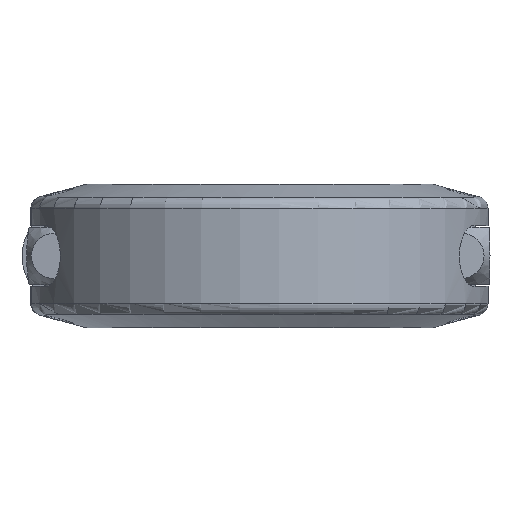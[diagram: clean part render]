
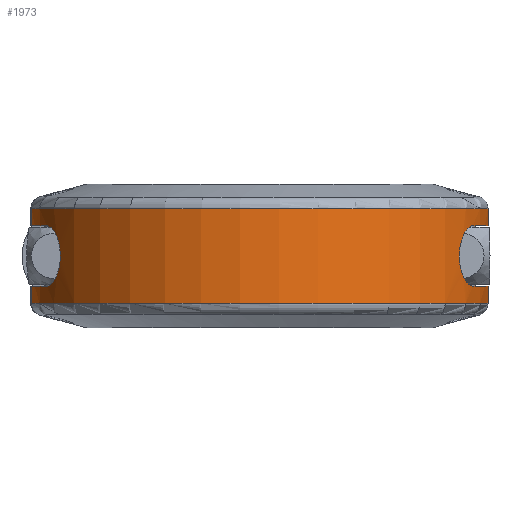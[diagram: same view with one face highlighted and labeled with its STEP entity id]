
A CAD part, front view. The second image highlights one B-rep face of the part: STEP entity #1973.
In plain terms, the highlighted cylindrical face has radius 25.4 mm (diameter 50.8 mm), a partial arc.
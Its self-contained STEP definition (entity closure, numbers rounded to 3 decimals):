
#150=CYLINDRICAL_SURFACE('',#2105,25.4);
#262=LINE('',#2890,#350);
#265=LINE('',#2900,#353);
#266=LINE('',#2925,#354);
#267=LINE('',#2929,#355);
#350=VECTOR('',#2334,1.891);
#353=VECTOR('',#2339,1.891);
#354=VECTOR('',#2344,1.891);
#355=VECTOR('',#2347,1.891);
#500=FACE_OUTER_BOUND('',#622,.T.);
#622=EDGE_LOOP('',(#1400,#1401,#1402,#1403,#1404,#1405,#1406,#1407,#1408,
#1409,#1410,#1411));
#786=CIRCLE('',#2102,25.4);
#788=CIRCLE('',#2106,25.4);
#789=CIRCLE('',#2107,25.4);
#790=CIRCLE('',#2108,25.4);
#791=CIRCLE('',#2109,25.4);
#792=CIRCLE('',#2110,25.4);
#876=B_SPLINE_CURVE_WITH_KNOTS('',3,(#2904,#2905,#2906,#2907,#2908,#2909,
#2910,#2911,#2912,#2913,#2914,#2915,#2916,#2917,#2918,#2919,#2920,#2921),
 .UNSPECIFIED.,.F.,.F.,(4,2,2,2,2,2,2,2,4),(0.,0.153,0.289,
0.415,0.542,0.673,0.803,
0.931,1.066),.UNSPECIFIED.);
#877=B_SPLINE_CURVE_WITH_KNOTS('',3,(#2933,#2934,#2935,#2936,#2937,#2938,
#2939,#2940,#2941,#2942,#2943,#2944,#2945,#2946,#2947,#2948,#2949,#2950),
 .UNSPECIFIED.,.F.,.F.,(4,2,2,2,2,2,2,2,4),(0.,0.153,0.289,
0.415,0.542,0.673,0.803,
0.931,1.066),.UNSPECIFIED.);
#902=VERTEX_POINT('',#2863);
#903=VERTEX_POINT('',#2874);
#905=VERTEX_POINT('',#2889);
#908=VERTEX_POINT('',#2899);
#909=VERTEX_POINT('',#2901);
#910=VERTEX_POINT('',#2903);
#911=VERTEX_POINT('',#2922);
#912=VERTEX_POINT('',#2924);
#913=VERTEX_POINT('',#2926);
#914=VERTEX_POINT('',#2928);
#915=VERTEX_POINT('',#2930);
#916=VERTEX_POINT('',#2932);
#1104=EDGE_CURVE('',#902,#903,#786,.T.);
#1107=EDGE_CURVE('',#903,#905,#262,.T.);
#1111=EDGE_CURVE('',#908,#902,#265,.T.);
#1112=EDGE_CURVE('',#908,#909,#788,.T.);
#1113=EDGE_CURVE('',#909,#910,#876,.T.);
#1114=EDGE_CURVE('',#910,#911,#789,.T.);
#1115=EDGE_CURVE('',#912,#911,#266,.T.);
#1116=EDGE_CURVE('',#913,#912,#790,.T.);
#1117=EDGE_CURVE('',#914,#913,#267,.T.);
#1118=EDGE_CURVE('',#914,#915,#791,.T.);
#1119=EDGE_CURVE('',#915,#916,#877,.T.);
#1120=EDGE_CURVE('',#916,#905,#792,.T.);
#1400=ORIENTED_EDGE('',*,*,#1104,.F.);
#1401=ORIENTED_EDGE('',*,*,#1111,.F.);
#1402=ORIENTED_EDGE('',*,*,#1112,.T.);
#1403=ORIENTED_EDGE('',*,*,#1113,.T.);
#1404=ORIENTED_EDGE('',*,*,#1114,.T.);
#1405=ORIENTED_EDGE('',*,*,#1115,.F.);
#1406=ORIENTED_EDGE('',*,*,#1116,.F.);
#1407=ORIENTED_EDGE('',*,*,#1117,.F.);
#1408=ORIENTED_EDGE('',*,*,#1118,.T.);
#1409=ORIENTED_EDGE('',*,*,#1119,.T.);
#1410=ORIENTED_EDGE('',*,*,#1120,.T.);
#1411=ORIENTED_EDGE('',*,*,#1107,.F.);
#1973=ADVANCED_FACE('',(#500),#150,.T.);
#2102=AXIS2_PLACEMENT_3D('',#2875,#2328,#2329);
#2105=AXIS2_PLACEMENT_3D('',#2898,#2337,#2338);
#2106=AXIS2_PLACEMENT_3D('',#2902,#2340,#2341);
#2107=AXIS2_PLACEMENT_3D('',#2923,#2342,#2343);
#2108=AXIS2_PLACEMENT_3D('',#2927,#2345,#2346);
#2109=AXIS2_PLACEMENT_3D('',#2931,#2348,#2349);
#2110=AXIS2_PLACEMENT_3D('',#2951,#2350,#2351);
#2328=DIRECTION('center_axis',(0.,0.,1.));
#2329=DIRECTION('ref_axis',(0.,1.,0.));
#2334=DIRECTION('',(0.,0.,-1.));
#2337=DIRECTION('center_axis',(0.,0.,1.));
#2338=DIRECTION('ref_axis',(1.,0.025,0.));
#2339=DIRECTION('',(0.,0.,1.));
#2340=DIRECTION('center_axis',(0.,0.,
1.));
#2341=DIRECTION('ref_axis',(1.,0.025,0.));
#2342=DIRECTION('center_axis',(0.,0.,
-1.));
#2343=DIRECTION('ref_axis',(1.,0.025,0.));
#2344=DIRECTION('',(0.,0.,1.));
#2345=DIRECTION('center_axis',(0.,0.,-1.));
#2346=DIRECTION('ref_axis',(0.,1.,0.));
#2347=DIRECTION('',(0.,0.,-1.));
#2348=DIRECTION('center_axis',(0.,0.,
-1.));
#2349=DIRECTION('ref_axis',(1.,0.025,0.));
#2350=DIRECTION('center_axis',(0.,0.,
1.));
#2351=DIRECTION('ref_axis',(1.,0.025,0.));
#2863=CARTESIAN_POINT('',(25.225,2.973,5.241));
#2874=CARTESIAN_POINT('',(-25.225,2.973,5.241));
#2875=CARTESIAN_POINT('Origin',(0.,0.,5.241));
#2889=CARTESIAN_POINT('',(-25.225,2.973,3.35));
#2890=CARTESIAN_POINT('',(-25.225,2.973,0.));
#2898=CARTESIAN_POINT('Origin',(0.,0.,0.));
#2899=CARTESIAN_POINT('',(25.225,2.973,3.35));
#2900=CARTESIAN_POINT('',(25.225,2.973,0.));
#2901=CARTESIAN_POINT('',(23.545,9.529,3.35));
#2902=CARTESIAN_POINT('Origin',(0.,0.,3.35));
#2903=CARTESIAN_POINT('',(23.545,9.529,-3.35));
#2904=CARTESIAN_POINT('Ctrl Pts',(23.545,9.529,3.35));
#2905=CARTESIAN_POINT('Ctrl Pts',(23.354,10.,3.329));
#2906=CARTESIAN_POINT('Ctrl Pts',(23.151,10.459,3.215));
#2907=CARTESIAN_POINT('Ctrl Pts',(22.778,11.247,2.811));
#2908=CARTESIAN_POINT('Ctrl Pts',(22.611,11.575,2.546));
#2909=CARTESIAN_POINT('Ctrl Pts',(22.337,12.096,1.902));
#2910=CARTESIAN_POINT('Ctrl Pts',(22.23,12.289,1.54));
#2911=CARTESIAN_POINT('Ctrl Pts',(22.087,12.545,0.751));
#2912=CARTESIAN_POINT('Ctrl Pts',(22.052,12.604,0.33));
#2913=CARTESIAN_POINT('Ctrl Pts',(22.064,12.584,-0.526));
#2914=CARTESIAN_POINT('Ctrl Pts',(22.113,12.499,-0.956));
#2915=CARTESIAN_POINT('Ctrl Pts',(22.286,12.187,-1.747));
#2916=CARTESIAN_POINT('Ctrl Pts',(22.407,11.965,-2.099));
#2917=CARTESIAN_POINT('Ctrl Pts',(22.695,11.41,-2.685));
#2918=CARTESIAN_POINT('Ctrl Pts',(22.856,11.087,-2.912));
#2919=CARTESIAN_POINT('Ctrl Pts',(23.198,10.352,-3.24));
#2920=CARTESIAN_POINT('Ctrl Pts',(23.376,9.945,-3.331));
#2921=CARTESIAN_POINT('Ctrl Pts',(23.545,9.529,-3.35));
#2922=CARTESIAN_POINT('',(25.225,2.973,-3.35));
#2923=CARTESIAN_POINT('Origin',(0.,0.,-3.35));
#2924=CARTESIAN_POINT('',(25.225,2.973,-5.241));
#2925=CARTESIAN_POINT('',(25.225,2.973,0.));
#2926=CARTESIAN_POINT('',(-25.225,2.973,-5.241));
#2927=CARTESIAN_POINT('Origin',(0.,0.,-5.241));
#2928=CARTESIAN_POINT('',(-25.225,2.973,-3.35));
#2929=CARTESIAN_POINT('',(-25.225,2.973,0.));
#2930=CARTESIAN_POINT('',(-23.545,9.529,-3.35));
#2931=CARTESIAN_POINT('Origin',(0.,0.,-3.35));
#2932=CARTESIAN_POINT('',(-23.545,9.529,3.35));
#2933=CARTESIAN_POINT('Ctrl Pts',(-23.545,9.529,-3.35));
#2934=CARTESIAN_POINT('Ctrl Pts',(-23.354,10.,-3.329));
#2935=CARTESIAN_POINT('Ctrl Pts',(-23.151,10.459,-3.215));
#2936=CARTESIAN_POINT('Ctrl Pts',(-22.778,11.247,-2.811));
#2937=CARTESIAN_POINT('Ctrl Pts',(-22.611,11.575,-2.546));
#2938=CARTESIAN_POINT('Ctrl Pts',(-22.337,12.096,-1.902));
#2939=CARTESIAN_POINT('Ctrl Pts',(-22.23,12.289,-1.54));
#2940=CARTESIAN_POINT('Ctrl Pts',(-22.087,12.545,-0.751));
#2941=CARTESIAN_POINT('Ctrl Pts',(-22.052,12.604,-0.33));
#2942=CARTESIAN_POINT('Ctrl Pts',(-22.064,12.584,0.526));
#2943=CARTESIAN_POINT('Ctrl Pts',(-22.113,12.499,0.956));
#2944=CARTESIAN_POINT('Ctrl Pts',(-22.286,12.187,1.747));
#2945=CARTESIAN_POINT('Ctrl Pts',(-22.407,11.965,2.099));
#2946=CARTESIAN_POINT('Ctrl Pts',(-22.695,11.41,2.685));
#2947=CARTESIAN_POINT('Ctrl Pts',(-22.856,11.087,2.912));
#2948=CARTESIAN_POINT('Ctrl Pts',(-23.198,10.352,3.24));
#2949=CARTESIAN_POINT('Ctrl Pts',(-23.376,9.945,3.331));
#2950=CARTESIAN_POINT('Ctrl Pts',(-23.545,9.529,3.35));
#2951=CARTESIAN_POINT('Origin',(0.,0.,3.35));
